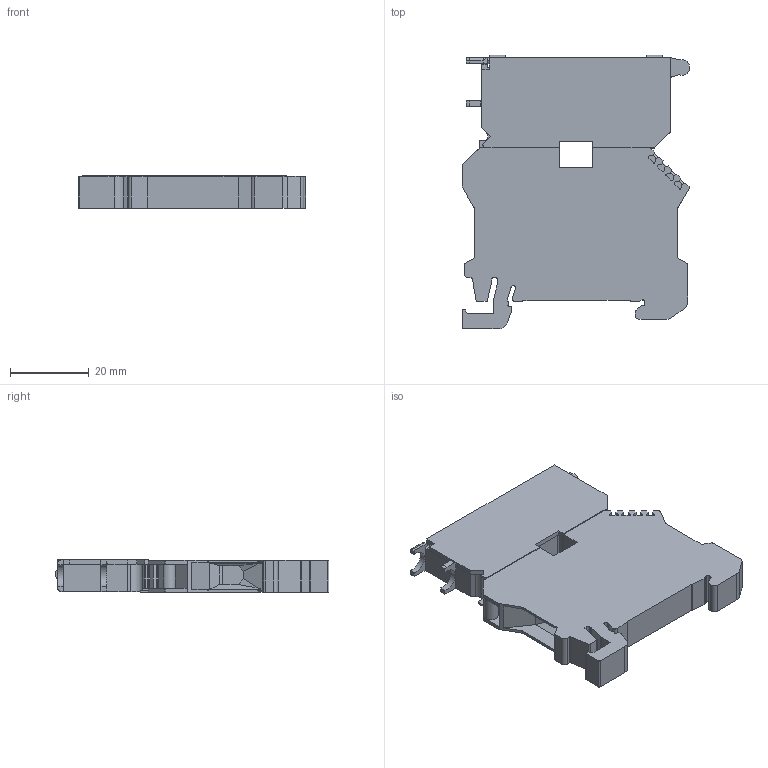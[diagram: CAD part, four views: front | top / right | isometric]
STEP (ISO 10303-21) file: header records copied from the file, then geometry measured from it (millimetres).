
FILE_DESCRIPTION((''),'2;1');
FILE_NAME('STRK60_ASM','2013-10-07T',('Carl'),(''),'PRO/ENGINEER BY PARAMETRIC TECHNOLOGY CORPORATION, 2013130','PRO/ENGINEER BY PARAMETRIC TECHNOLOGY CORPORATION, 2013130','');
FILE_SCHEMA(('CONFIG_CONTROL_DESIGN'));
Length unit declared in the file: millimetre
Products named in the file (5): STRK60_SKEL; STRK60ISO; STRK60_TRH_ISO; STRK60_ADP_TRH_ISO; STRK60_ASM
Assembly tree (4 placements, depth 2):
  STRK60_ASM
    STRK60_SKEL
    STRK60ISO
    STRK60_TRH_ISO
    STRK60_ADP_TRH_ISO
Bounding box: 57.8 x 69.64 x 8.3 mm (x, y, z)
Volume: 23870.4 mm3; surface area: 13878.1 mm2
Topology: 3 solids, 5 shells, 429 faces, 1202 edges, 788 vertices
Faces by surface type: plane 285, cylinder 140, torus 3, bspline 1
Entity records: 13959 total; most frequent: CARTESIAN_POINT 2593, ORIENTED_EDGE 2404, DIRECTION 2311, EDGE_CURVE 1202, VECTOR 911, LINE 911, VERTEX_POINT 788, AXIS2_PLACEMENT_3D 700
